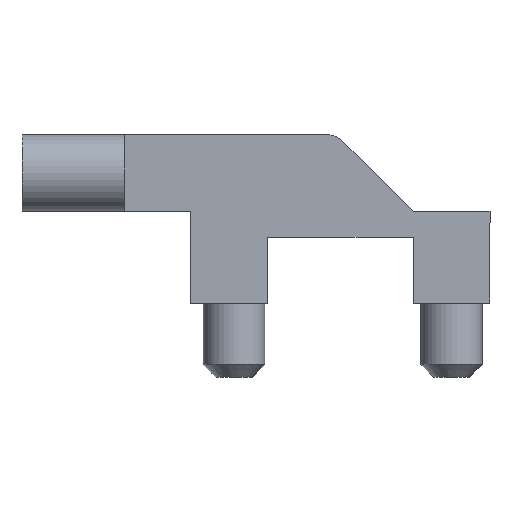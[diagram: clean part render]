
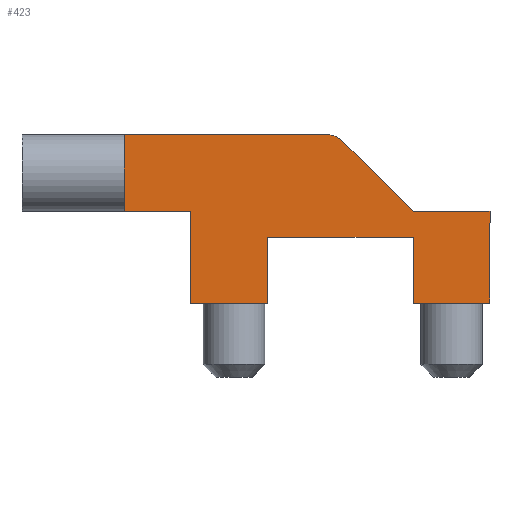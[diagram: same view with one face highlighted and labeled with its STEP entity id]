
A CAD part, top view. The second image highlights one B-rep face of the part: STEP entity #423.
In plain terms, the highlighted planar face has unit normal (0, 0, 1).
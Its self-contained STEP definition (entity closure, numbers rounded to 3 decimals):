
#30=FACE_OUTER_BOUND('',#56,.T.);
#56=EDGE_LOOP('',(#303,#304,#305,#306,#307,#308,#309,#310,#311,#312,#313,
#314,#315,#316));
#83=CIRCLE('',#469,1.);
#92=LINE('',#629,#138);
#99=LINE('',#650,#145);
#100=LINE('',#653,#146);
#103=LINE('',#659,#149);
#104=LINE('',#661,#150);
#105=LINE('',#663,#151);
#106=LINE('',#665,#152);
#107=LINE('',#667,#153);
#108=LINE('',#669,#154);
#109=LINE('',#671,#155);
#110=LINE('',#673,#156);
#111=LINE('',#675,#157);
#112=LINE('',#677,#158);
#138=VECTOR('',#503,10.);
#145=VECTOR('',#526,10.);
#146=VECTOR('',#529,10.);
#149=VECTOR('',#534,10.);
#150=VECTOR('',#535,10.);
#151=VECTOR('',#536,10.);
#152=VECTOR('',#537,10.);
#153=VECTOR('',#538,10.);
#154=VECTOR('',#539,10.);
#155=VECTOR('',#540,10.);
#156=VECTOR('',#541,10.);
#157=VECTOR('',#542,10.);
#158=VECTOR('',#543,10.);
#184=VERTEX_POINT('',#625);
#185=VERTEX_POINT('',#627);
#191=VERTEX_POINT('',#648);
#192=VERTEX_POINT('',#652);
#194=VERTEX_POINT('',#658);
#195=VERTEX_POINT('',#660);
#196=VERTEX_POINT('',#662);
#197=VERTEX_POINT('',#664);
#198=VERTEX_POINT('',#666);
#199=VERTEX_POINT('',#668);
#200=VERTEX_POINT('',#670);
#201=VERTEX_POINT('',#672);
#202=VERTEX_POINT('',#674);
#203=VERTEX_POINT('',#676);
#222=EDGE_CURVE('',#184,#185,#92,.T.);
#233=EDGE_CURVE('',#185,#191,#99,.T.);
#234=EDGE_CURVE('',#192,#184,#100,.T.);
#237=EDGE_CURVE('',#191,#194,#103,.T.);
#238=EDGE_CURVE('',#194,#195,#104,.T.);
#239=EDGE_CURVE('',#195,#196,#105,.T.);
#240=EDGE_CURVE('',#196,#197,#106,.T.);
#241=EDGE_CURVE('',#197,#198,#107,.T.);
#242=EDGE_CURVE('',#198,#199,#108,.T.);
#243=EDGE_CURVE('',#199,#200,#109,.T.);
#244=EDGE_CURVE('',#200,#201,#110,.T.);
#245=EDGE_CURVE('',#201,#202,#111,.T.);
#246=EDGE_CURVE('',#202,#203,#112,.T.);
#247=EDGE_CURVE('',#192,#203,#83,.T.);
#303=ORIENTED_EDGE('',*,*,#222,.T.);
#304=ORIENTED_EDGE('',*,*,#233,.T.);
#305=ORIENTED_EDGE('',*,*,#237,.T.);
#306=ORIENTED_EDGE('',*,*,#238,.T.);
#307=ORIENTED_EDGE('',*,*,#239,.T.);
#308=ORIENTED_EDGE('',*,*,#240,.T.);
#309=ORIENTED_EDGE('',*,*,#241,.T.);
#310=ORIENTED_EDGE('',*,*,#242,.T.);
#311=ORIENTED_EDGE('',*,*,#243,.T.);
#312=ORIENTED_EDGE('',*,*,#244,.T.);
#313=ORIENTED_EDGE('',*,*,#245,.T.);
#314=ORIENTED_EDGE('',*,*,#246,.T.);
#315=ORIENTED_EDGE('',*,*,#247,.F.);
#316=ORIENTED_EDGE('',*,*,#234,.T.);
#402=PLANE('',#468);
#423=ADVANCED_FACE('',(#30),#402,.T.);
#468=AXIS2_PLACEMENT_3D('',#657,#532,#533);
#469=AXIS2_PLACEMENT_3D('',#678,#544,#545);
#503=DIRECTION('',(0.,-1.,0.));
#526=DIRECTION('',(0.,-1.,0.));
#529=DIRECTION('',(-1.,0.,0.));
#532=DIRECTION('center_axis',(0.,0.,1.));
#533=DIRECTION('ref_axis',(1.,0.,0.));
#534=DIRECTION('',(1.,0.,0.));
#535=DIRECTION('',(0.,-1.,0.));
#536=DIRECTION('',(1.,0.,0.));
#537=DIRECTION('',(0.,1.,0.));
#538=DIRECTION('',(1.,0.,0.));
#539=DIRECTION('',(0.,-1.,0.));
#540=DIRECTION('',(1.,0.,0.));
#541=DIRECTION('',(0.,1.,0.));
#542=DIRECTION('',(-1.,0.,0.));
#543=DIRECTION('',(-0.707,0.707,0.));
#544=DIRECTION('center_axis',(0.,0.,-1.));
#545=DIRECTION('ref_axis',(0.383,0.924,0.));
#625=CARTESIAN_POINT('',(-5.145,3.29,3.));
#627=CARTESIAN_POINT('',(-5.145,1.79,3.));
#629=CARTESIAN_POINT('',(-5.145,1.27,3.));
#648=CARTESIAN_POINT('',(-5.145,0.29,3.));
#650=CARTESIAN_POINT('',(-5.145,0.52,3.));
#652=CARTESIAN_POINT('',(2.731,3.29,3.));
#653=CARTESIAN_POINT('',(9.145,3.29,3.));
#657=CARTESIAN_POINT('Origin',(0.,0.,3.));
#658=CARTESIAN_POINT('',(-2.545,0.29,3.));
#659=CARTESIAN_POINT('',(-9.145,0.29,3.));
#660=CARTESIAN_POINT('',(-2.545,-3.29,3.));
#661=CARTESIAN_POINT('',(-2.545,0.29,3.));
#662=CARTESIAN_POINT('',(0.455,-3.29,3.));
#663=CARTESIAN_POINT('',(-2.545,-3.29,3.));
#664=CARTESIAN_POINT('',(0.455,-0.71,3.));
#665=CARTESIAN_POINT('',(0.455,-3.29,3.));
#666=CARTESIAN_POINT('',(6.145,-0.71,3.));
#667=CARTESIAN_POINT('',(0.455,-0.71,3.));
#668=CARTESIAN_POINT('',(6.145,-3.29,3.));
#669=CARTESIAN_POINT('',(6.145,-0.71,3.));
#670=CARTESIAN_POINT('',(9.145,-3.29,3.));
#671=CARTESIAN_POINT('',(6.145,-3.29,3.));
#672=CARTESIAN_POINT('',(9.145,0.29,3.));
#673=CARTESIAN_POINT('',(9.145,-3.29,3.));
#674=CARTESIAN_POINT('',(6.145,0.29,3.));
#675=CARTESIAN_POINT('',(9.145,0.29,3.));
#676=CARTESIAN_POINT('',(3.438,2.997,3.));
#677=CARTESIAN_POINT('',(6.145,0.29,3.));
#678=CARTESIAN_POINT('Origin',(2.731,2.29,3.));
